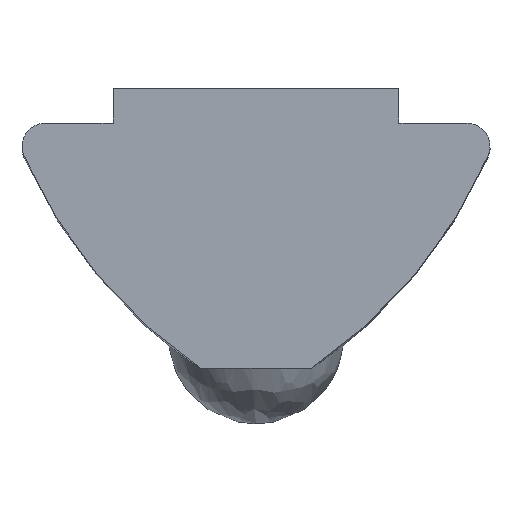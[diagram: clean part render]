
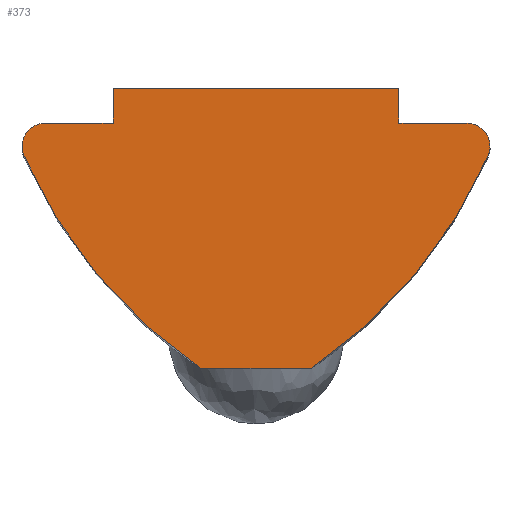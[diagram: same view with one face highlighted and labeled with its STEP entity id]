
A CAD part, top view. The second image highlights one B-rep face of the part: STEP entity #373.
In plain terms, the highlighted planar face has unit normal (0, 0, 1).
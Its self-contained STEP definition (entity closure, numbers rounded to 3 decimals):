
#4 = DIRECTION ( 'NONE',  ( 0., 0., 1. ) ) ;
#29 = ORIENTED_EDGE ( 'NONE', *, *, #314, .T. ) ;
#30 = EDGE_CURVE ( 'NONE', #268, #692, #636, .T. ) ;
#35 = ORIENTED_EDGE ( 'NONE', *, *, #30, .F. ) ;
#44 = AXIS2_PLACEMENT_3D ( 'NONE', #451, #4, #392 ) ;
#46 = VERTEX_POINT ( 'NONE', #168 ) ;
#62 = CARTESIAN_POINT ( 'NONE',  ( -2.45, 0.6, 12. ) ) ;
#79 = ORIENTED_EDGE ( 'NONE', *, *, #136, .T. ) ;
#84 = DIRECTION ( 'NONE',  ( -1., 0., 0. ) ) ;
#87 = CARTESIAN_POINT ( 'NONE',  ( 3.979, -0.56, 12. ) ) ;
#104 = EDGE_CURVE ( 'NONE', #396, #217, #225, .T. ) ;
#105 = DIRECTION ( 'NONE',  ( -1., 0., 0. ) ) ;
#108 = FACE_OUTER_BOUND ( 'NONE', #703, .T. ) ;
#136 = EDGE_CURVE ( 'NONE', #275, #692, #178, .T. ) ;
#139 = ORIENTED_EDGE ( 'NONE', *, *, #609, .T. ) ;
#141 = ORIENTED_EDGE ( 'NONE', *, *, #728, .T. ) ;
#145 = AXIS2_PLACEMENT_3D ( 'NONE', #297, #181, #683 ) ;
#151 = CARTESIAN_POINT ( 'NONE',  ( -3.612, -0.4, 12. ) ) ;
#155 = DIRECTION ( 'NONE',  ( 0., 0., 1. ) ) ;
#163 = CARTESIAN_POINT ( 'NONE',  ( -3.979, -0.56, 12. ) ) ;
#164 = DIRECTION ( 'NONE',  ( 0., 0., -1. ) ) ;
#168 = CARTESIAN_POINT ( 'NONE',  ( 2.45, 0., 12. ) ) ;
#178 = LINE ( 'NONE', #618, #421 ) ;
#181 = DIRECTION ( 'NONE',  ( 0., 0., -1. ) ) ;
#190 = CARTESIAN_POINT ( 'NONE',  ( 0.95, -4.2, 12. ) ) ;
#199 = CARTESIAN_POINT ( 'NONE',  ( 2.45, 0.6, 12. ) ) ;
#211 = CARTESIAN_POINT ( 'NONE',  ( -2.45, 0.6, 12. ) ) ;
#215 = VECTOR ( 'NONE', #418, 1000. ) ;
#217 = VERTEX_POINT ( 'NONE', #345 ) ;
#219 = EDGE_CURVE ( 'NONE', #359, #490, #514, .T. ) ;
#225 = LINE ( 'NONE', #62, #536 ) ;
#268 = VERTEX_POINT ( 'NONE', #87 ) ;
#275 = VERTEX_POINT ( 'NONE', #586 ) ;
#278 = DIRECTION ( 'NONE',  ( -1., 0., 0. ) ) ;
#286 = EDGE_CURVE ( 'NONE', #518, #275, #495, .T. ) ;
#289 = DIRECTION ( 'NONE',  ( 1., 0., 0. ) ) ;
#291 = LINE ( 'NONE', #523, #215 ) ;
#293 = ORIENTED_EDGE ( 'NONE', *, *, #466, .T. ) ;
#297 = CARTESIAN_POINT ( 'NONE',  ( -3.612, -0.4, 12. ) ) ;
#312 = AXIS2_PLACEMENT_3D ( 'NONE', #467, #476, #84 ) ;
#314 = EDGE_CURVE ( 'NONE', #217, #490, #552, .T. ) ;
#317 = PLANE ( 'NONE',  #666 ) ;
#322 = VECTOR ( 'NONE', #398, 1000. ) ;
#327 = CARTESIAN_POINT ( 'NONE',  ( -3.612, 0.6, 12. ) ) ;
#333 = AXIS2_PLACEMENT_3D ( 'NONE', #557, #441, #105 ) ;
#342 = ORIENTED_EDGE ( 'NONE', *, *, #286, .T. ) ;
#345 = CARTESIAN_POINT ( 'NONE',  ( -2.45, 0., 12. ) ) ;
#346 = VECTOR ( 'NONE', #362, 1000. ) ;
#359 = VERTEX_POINT ( 'NONE', #480 ) ;
#362 = DIRECTION ( 'NONE',  ( -1., 0., 0. ) ) ;
#373 = ADVANCED_FACE ( 'NONE', ( #108 ), #317, .T. ) ;
#392 = DIRECTION ( 'NONE',  ( -1., 0., 0. ) ) ;
#396 = VERTEX_POINT ( 'NONE', #211 ) ;
#398 = DIRECTION ( 'NONE',  ( 0., 1., 0. ) ) ;
#416 = EDGE_CURVE ( 'NONE', #518, #359, #604, .T. ) ;
#418 = DIRECTION ( 'NONE',  ( -1., 0., 0. ) ) ;
#421 = VECTOR ( 'NONE', #289, 1000. ) ;
#430 = VERTEX_POINT ( 'NONE', #485 ) ;
#434 = CARTESIAN_POINT ( 'NONE',  ( -3.612, 0., 12. ) ) ;
#437 = ORIENTED_EDGE ( 'NONE', *, *, #104, .T. ) ;
#441 = DIRECTION ( 'NONE',  ( 0., 0., -1. ) ) ;
#451 = CARTESIAN_POINT ( 'NONE',  ( 3.612, -0.4, 12. ) ) ;
#453 = CIRCLE ( 'NONE', #44, 0.4 ) ;
#466 = EDGE_CURVE ( 'NONE', #705, #396, #624, .T. ) ;
#467 = CARTESIAN_POINT ( 'NONE',  ( 3.811, 2.842, 12. ) ) ;
#476 = DIRECTION ( 'NONE',  ( 0., 0., 1. ) ) ;
#480 = CARTESIAN_POINT ( 'NONE',  ( -4.012, -0.4, 12. ) ) ;
#485 = CARTESIAN_POINT ( 'NONE',  ( 3.612, 0., 12. ) ) ;
#490 = VERTEX_POINT ( 'NONE', #434 ) ;
#495 = CIRCLE ( 'NONE', #312, 8.5 ) ;
#497 = DIRECTION ( 'NONE',  ( 0., -1., 0. ) ) ;
#508 = ORIENTED_EDGE ( 'NONE', *, *, #565, .T. ) ;
#509 = CARTESIAN_POINT ( 'NONE',  ( -3.811, 2.842, 12. ) ) ;
#514 = CIRCLE ( 'NONE', #145, 0.4 ) ;
#518 = VERTEX_POINT ( 'NONE', #163 ) ;
#523 = CARTESIAN_POINT ( 'NONE',  ( 3.612, 0., 12. ) ) ;
#525 = LINE ( 'NONE', #717, #322 ) ;
#536 = VECTOR ( 'NONE', #497, 1000. ) ;
#540 = DIRECTION ( 'NONE',  ( 1., 0., 0. ) ) ;
#552 = LINE ( 'NONE', #695, #346 ) ;
#556 = ORIENTED_EDGE ( 'NONE', *, *, #416, .F. ) ;
#557 = CARTESIAN_POINT ( 'NONE',  ( -3.612, -0.4, 12. ) ) ;
#558 = DIRECTION ( 'NONE',  ( -1., 0., 0. ) ) ;
#565 = EDGE_CURVE ( 'NONE', #46, #705, #525, .T. ) ;
#583 = VECTOR ( 'NONE', #278, 1000. ) ;
#586 = CARTESIAN_POINT ( 'NONE',  ( -0.95, -4.2, 12. ) ) ;
#604 = CIRCLE ( 'NONE', #333, 0.4 ) ;
#609 = EDGE_CURVE ( 'NONE', #268, #430, #453, .T. ) ;
#616 = AXIS2_PLACEMENT_3D ( 'NONE', #509, #164, #558 ) ;
#618 = CARTESIAN_POINT ( 'NONE',  ( -0.95, -4.2, 12. ) ) ;
#624 = LINE ( 'NONE', #327, #583 ) ;
#631 = ORIENTED_EDGE ( 'NONE', *, *, #219, .F. ) ;
#636 = CIRCLE ( 'NONE', #616, 8.5 ) ;
#666 = AXIS2_PLACEMENT_3D ( 'NONE', #151, #155, #540 ) ;
#683 = DIRECTION ( 'NONE',  ( -1., 0., 0. ) ) ;
#692 = VERTEX_POINT ( 'NONE', #190 ) ;
#695 = CARTESIAN_POINT ( 'NONE',  ( -2.45, 0., 12. ) ) ;
#703 = EDGE_LOOP ( 'NONE', ( #141, #508, #293, #437, #29, #631, #556, #342, #79, #35, #139 ) ) ;
#705 = VERTEX_POINT ( 'NONE', #199 ) ;
#717 = CARTESIAN_POINT ( 'NONE',  ( 2.45, 0., 12. ) ) ;
#728 = EDGE_CURVE ( 'NONE', #430, #46, #291, .T. ) ;
